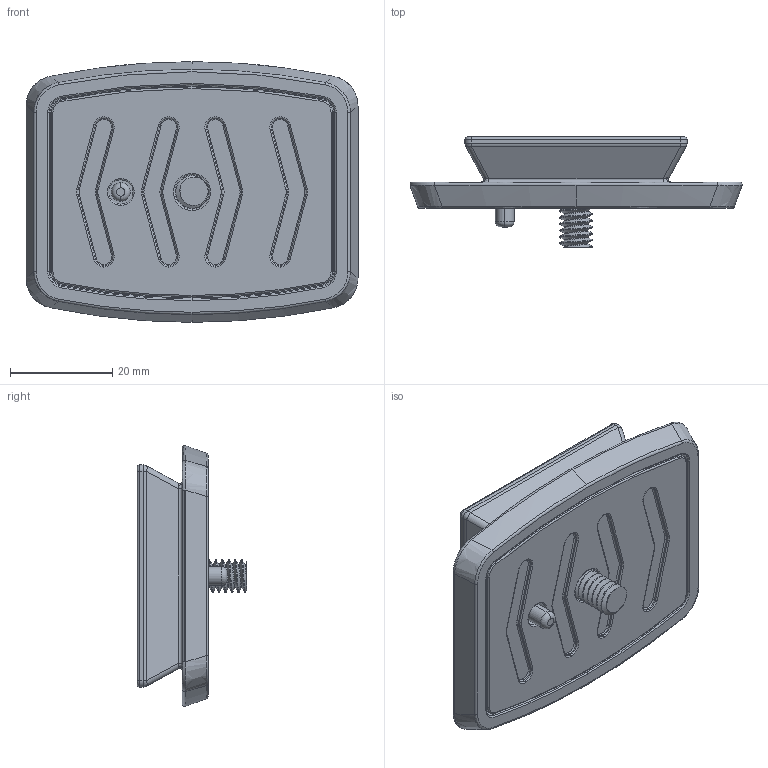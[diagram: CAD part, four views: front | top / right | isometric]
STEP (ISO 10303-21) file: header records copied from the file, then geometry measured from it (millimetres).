
FILE_DESCRIPTION (( 'STEP AP214' ), '1' );
FILE_NAME ('Tripod Camera Mount Assm.STEP', '2015-09-01T15:28:34', ( '' ), ( '' ), 'SwSTEP 2.0', 'SolidWorks 2015', '' );
FILE_SCHEMA (( 'AUTOMOTIVE_DESIGN' ));
Length unit declared in the file: millimetre
Products named in the file (3): 1-4 20 latch screw_91746A414; tripod camera mount; Tripod Camera Mount Assm
Assembly tree (2 placements, depth 2):
  Tripod Camera Mount Assm
    tripod camera mount
    1-4 20 latch screw_91746A414
Bounding box: 65.1 x 21.56 x 51.13 mm (x, y, z)
Volume: 18503.4 mm3; surface area: 16714.9 mm2
Topology: 4 solids, 4 shells, 376 faces, 869 edges, 507 vertices
Faces by surface type: cylinder 160, torus 83, plane 65, bspline 52, sphere 10, cone 6
Entity records: 14862 total; most frequent: CARTESIAN_POINT 6443, DIRECTION 1830, ORIENTED_EDGE 1734, EDGE_CURVE 867, AXIS2_PLACEMENT_3D 766, VERTEX_POINT 507, CIRCLE 437, EDGE_LOOP 392
